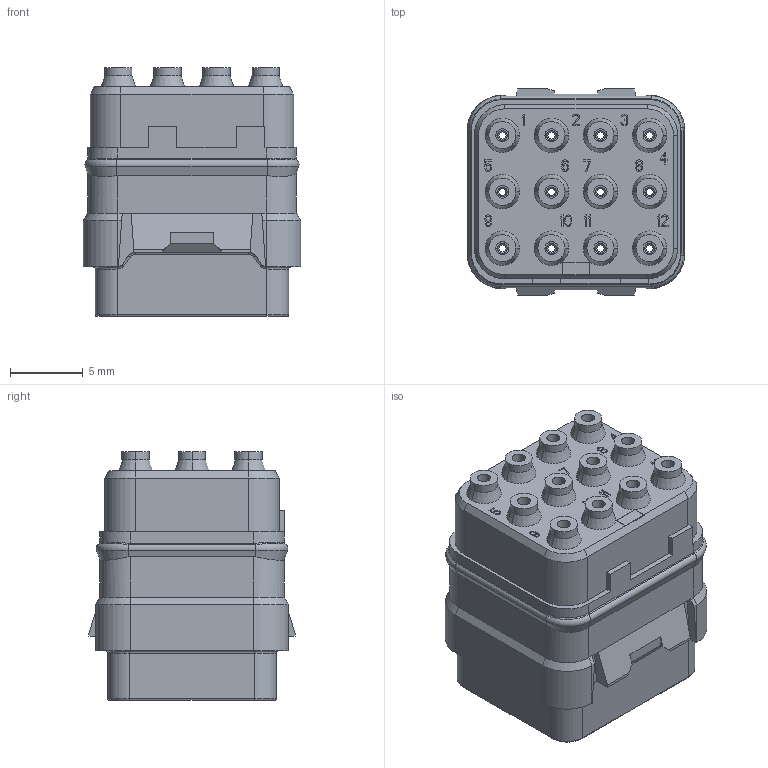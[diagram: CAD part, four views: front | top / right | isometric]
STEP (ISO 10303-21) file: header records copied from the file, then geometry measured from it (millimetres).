
FILE_DESCRIPTION((''),'2;1');
FILE_NAME('SIME0912PB','2020-02-06T',('presta_be4'),(''),'CREO PARAMETRIC BY PTC INC, 2018360','CREO PARAMETRIC BY PTC INC, 2018360','');
FILE_SCHEMA(('CONFIG_CONTROL_DESIGN'));
Products named in the file (1): SIME0912PB
Bounding box: 15 x 14.2 x 17.14 mm (x, y, z)
Volume: 2026.8 mm3; surface area: 3048.8 mm2
Topology: 1 solids, 1 shells, 2319 faces, 5881 edges, 3681 vertices
Faces by surface type: plane 1307, cylinder 388, torus 308, cone 300, bspline 16
Entity records: 70468 total; most frequent: CARTESIAN_POINT 14146, DIRECTION 11785, ORIENTED_EDGE 11762, EDGE_CURVE 5881, AXIS2_PLACEMENT_3D 4043, VECTOR 3699, LINE 3699, VERTEX_POINT 3681
